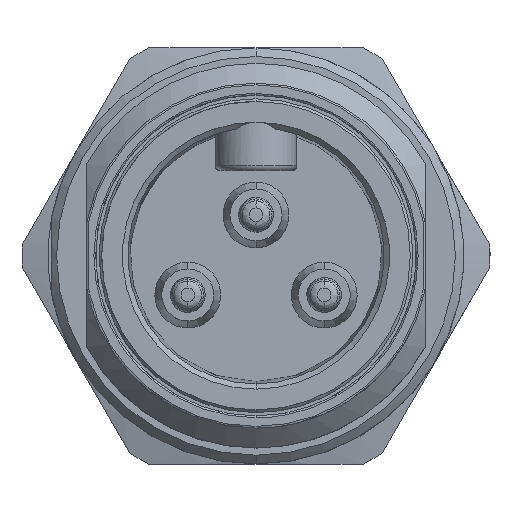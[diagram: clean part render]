
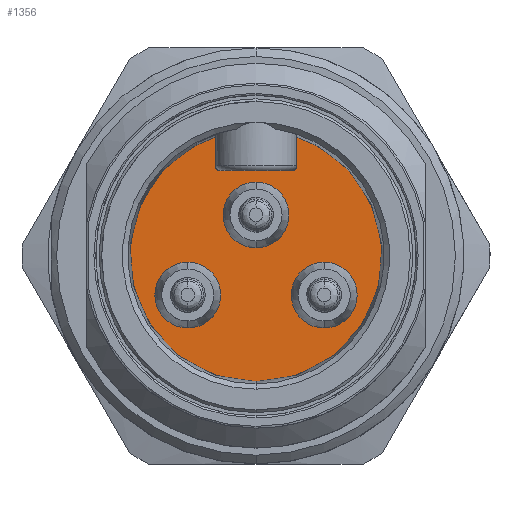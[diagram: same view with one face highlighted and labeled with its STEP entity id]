
A CAD part, top view. The second image highlights one B-rep face of the part: STEP entity #1356.
In plain terms, the highlighted planar face has unit normal (0, 0, 1).
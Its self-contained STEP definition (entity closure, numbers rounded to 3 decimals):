
#1137=AXIS2_PLACEMENT_3D('Circle Axis2P3D',#1135,#1136,$) ;
#1158=AXIS2_PLACEMENT_3D('Circle Axis2P3D',#1156,#1157,$) ;
#1272=AXIS2_PLACEMENT_3D('Plane Axis2P3D',#1269,#1270,#1271) ;
#1276=AXIS2_PLACEMENT_3D('Circle Axis2P3D',#1274,#1275,$) ;
#1290=AXIS2_PLACEMENT_3D('Circle Axis2P3D',#1288,#1289,$) ;
#1304=AXIS2_PLACEMENT_3D('Circle Axis2P3D',#1302,#1303,$) ;
#1313=AXIS2_PLACEMENT_3D('Circle Axis2P3D',#1311,#1312,$) ;
#1322=AXIS2_PLACEMENT_3D('Circle Axis2P3D',#1320,#1321,$) ;
#1331=AXIS2_PLACEMENT_3D('Circle Axis2P3D',#1329,#1330,$) ;
#1340=AXIS2_PLACEMENT_3D('Circle Axis2P3D',#1338,#1339,$) ;
#1349=AXIS2_PLACEMENT_3D('Circle Axis2P3D',#1347,#1348,$) ;
#1132=CARTESIAN_POINT('Vertex',(15.85,18.859,107.8)) ;
#1135=CARTESIAN_POINT('Axis2P3D Location',(13.5,12.,107.8)) ;
#1139=CARTESIAN_POINT('Vertex',(13.5,4.75,107.8)) ;
#1156=CARTESIAN_POINT('Axis2P3D Location',(13.5,12.,107.8)) ;
#1160=CARTESIAN_POINT('Vertex',(11.15,18.859,107.8)) ;
#1183=CARTESIAN_POINT('Line Origine',(11.15,18.029,107.8)) ;
#1187=CARTESIAN_POINT('Vertex',(11.15,17.2,107.8)) ;
#1253=CARTESIAN_POINT('Vertex',(15.85,17.2,107.8)) ;
#1256=CARTESIAN_POINT('Line Origine',(15.85,18.029,107.8)) ;
#1269=CARTESIAN_POINT('Axis2P3D Location',(13.5,12.,107.8)) ;
#1274=CARTESIAN_POINT('Axis2P3D Location',(15.55,17.2,107.8)) ;
#1278=CARTESIAN_POINT('Vertex',(15.55,16.9,107.8)) ;
#1281=CARTESIAN_POINT('Line Origine',(13.5,16.9,107.8)) ;
#1285=CARTESIAN_POINT('Vertex',(11.45,16.9,107.8)) ;
#1288=CARTESIAN_POINT('Axis2P3D Location',(11.45,17.2,107.8)) ;
#1302=CARTESIAN_POINT('Axis2P3D Location',(17.435,9.74,107.8)) ;
#1306=CARTESIAN_POINT('Vertex',(17.435,11.64,107.8)) ;
#1308=CARTESIAN_POINT('Vertex',(17.435,7.84,107.8)) ;
#1311=CARTESIAN_POINT('Axis2P3D Location',(17.435,9.74,107.8)) ;
#1320=CARTESIAN_POINT('Axis2P3D Location',(13.5,14.36,107.8)) ;
#1324=CARTESIAN_POINT('Vertex',(13.5,16.26,107.8)) ;
#1326=CARTESIAN_POINT('Vertex',(13.5,12.46,107.8)) ;
#1329=CARTESIAN_POINT('Axis2P3D Location',(13.5,14.36,107.8)) ;
#1338=CARTESIAN_POINT('Axis2P3D Location',(9.565,9.74,107.8)) ;
#1342=CARTESIAN_POINT('Vertex',(9.565,11.64,107.8)) ;
#1344=CARTESIAN_POINT('Vertex',(9.565,7.84,107.8)) ;
#1347=CARTESIAN_POINT('Axis2P3D Location',(9.565,9.74,107.8)) ;
#1136=DIRECTION('Axis2P3D Direction',(0.,0.,1.)) ;
#1157=DIRECTION('Axis2P3D Direction',(0.,0.,1.)) ;
#1184=DIRECTION('Vector Direction',(0.,-1.,0.)) ;
#1257=DIRECTION('Vector Direction',(0.,-1.,0.)) ;
#1270=DIRECTION('Axis2P3D Direction',(0.,0.,-1.)) ;
#1271=DIRECTION('Axis2P3D XDirection',(0.,1.,0.)) ;
#1275=DIRECTION('Axis2P3D Direction',(0.,0.,-1.)) ;
#1282=DIRECTION('Vector Direction',(-1.,0.,0.)) ;
#1289=DIRECTION('Axis2P3D Direction',(0.,0.,-1.)) ;
#1303=DIRECTION('Axis2P3D Direction',(0.,0.,-1.)) ;
#1312=DIRECTION('Axis2P3D Direction',(0.,0.,-1.)) ;
#1321=DIRECTION('Axis2P3D Direction',(0.,0.,-1.)) ;
#1330=DIRECTION('Axis2P3D Direction',(0.,0.,-1.)) ;
#1339=DIRECTION('Axis2P3D Direction',(0.,0.,-1.)) ;
#1348=DIRECTION('Axis2P3D Direction',(0.,0.,-1.)) ;
#1185=VECTOR('Line Direction',#1184,1.) ;
#1258=VECTOR('Line Direction',#1257,1.) ;
#1283=VECTOR('Line Direction',#1282,1.) ;
#1294=ORIENTED_EDGE('',*,*,#1260,.T.) ;
#1295=ORIENTED_EDGE('',*,*,#1280,.T.) ;
#1296=ORIENTED_EDGE('',*,*,#1287,.T.) ;
#1297=ORIENTED_EDGE('',*,*,#1292,.T.) ;
#1298=ORIENTED_EDGE('',*,*,#1189,.F.) ;
#1299=ORIENTED_EDGE('',*,*,#1162,.T.) ;
#1300=ORIENTED_EDGE('',*,*,#1141,.T.) ;
#1317=ORIENTED_EDGE('',*,*,#1310,.T.) ;
#1318=ORIENTED_EDGE('',*,*,#1315,.T.) ;
#1335=ORIENTED_EDGE('',*,*,#1328,.T.) ;
#1336=ORIENTED_EDGE('',*,*,#1333,.T.) ;
#1353=ORIENTED_EDGE('',*,*,#1346,.T.) ;
#1354=ORIENTED_EDGE('',*,*,#1351,.T.) ;
#1319=FACE_BOUND('',#1316,.T.) ;
#1337=FACE_BOUND('',#1334,.T.) ;
#1355=FACE_BOUND('',#1352,.T.) ;
#1356=ADVANCED_FACE('Hauptk\X2\00F6\X0\rper',(#1301,#1319,#1337,#1355),#1273,.F.) ;
#1138=CIRCLE('generated circle',#1137,7.25) ;
#1159=CIRCLE('generated circle',#1158,7.25) ;
#1277=CIRCLE('generated circle',#1276,0.3) ;
#1291=CIRCLE('generated circle',#1290,0.3) ;
#1305=CIRCLE('generated circle',#1304,1.9) ;
#1314=CIRCLE('generated circle',#1313,1.9) ;
#1323=CIRCLE('generated circle',#1322,1.9) ;
#1332=CIRCLE('generated circle',#1331,1.9) ;
#1341=CIRCLE('generated circle',#1340,1.9) ;
#1350=CIRCLE('generated circle',#1349,1.9) ;
#1141=EDGE_CURVE('',#1140,#1133,#1138,.T.) ;
#1162=EDGE_CURVE('',#1161,#1140,#1159,.T.) ;
#1189=EDGE_CURVE('',#1161,#1188,#1186,.T.) ;
#1260=EDGE_CURVE('',#1133,#1254,#1259,.T.) ;
#1280=EDGE_CURVE('',#1254,#1279,#1277,.T.) ;
#1287=EDGE_CURVE('',#1279,#1286,#1284,.T.) ;
#1292=EDGE_CURVE('',#1286,#1188,#1291,.T.) ;
#1310=EDGE_CURVE('',#1307,#1309,#1305,.T.) ;
#1315=EDGE_CURVE('',#1309,#1307,#1314,.T.) ;
#1328=EDGE_CURVE('',#1325,#1327,#1323,.T.) ;
#1333=EDGE_CURVE('',#1327,#1325,#1332,.T.) ;
#1346=EDGE_CURVE('',#1343,#1345,#1341,.T.) ;
#1351=EDGE_CURVE('',#1345,#1343,#1350,.T.) ;
#1293=EDGE_LOOP('',(#1294,#1295,#1296,#1297,#1298,#1299,#1300)) ;
#1316=EDGE_LOOP('',(#1317,#1318)) ;
#1334=EDGE_LOOP('',(#1335,#1336)) ;
#1352=EDGE_LOOP('',(#1353,#1354)) ;
#1301=FACE_OUTER_BOUND('',#1293,.T.) ;
#1186=LINE('Line',#1183,#1185) ;
#1259=LINE('Line',#1256,#1258) ;
#1284=LINE('Line',#1281,#1283) ;
#1273=PLANE('',#1272) ;
#1133=VERTEX_POINT('',#1132) ;
#1140=VERTEX_POINT('',#1139) ;
#1161=VERTEX_POINT('',#1160) ;
#1188=VERTEX_POINT('',#1187) ;
#1254=VERTEX_POINT('',#1253) ;
#1279=VERTEX_POINT('',#1278) ;
#1286=VERTEX_POINT('',#1285) ;
#1307=VERTEX_POINT('',#1306) ;
#1309=VERTEX_POINT('',#1308) ;
#1325=VERTEX_POINT('',#1324) ;
#1327=VERTEX_POINT('',#1326) ;
#1343=VERTEX_POINT('',#1342) ;
#1345=VERTEX_POINT('',#1344) ;
